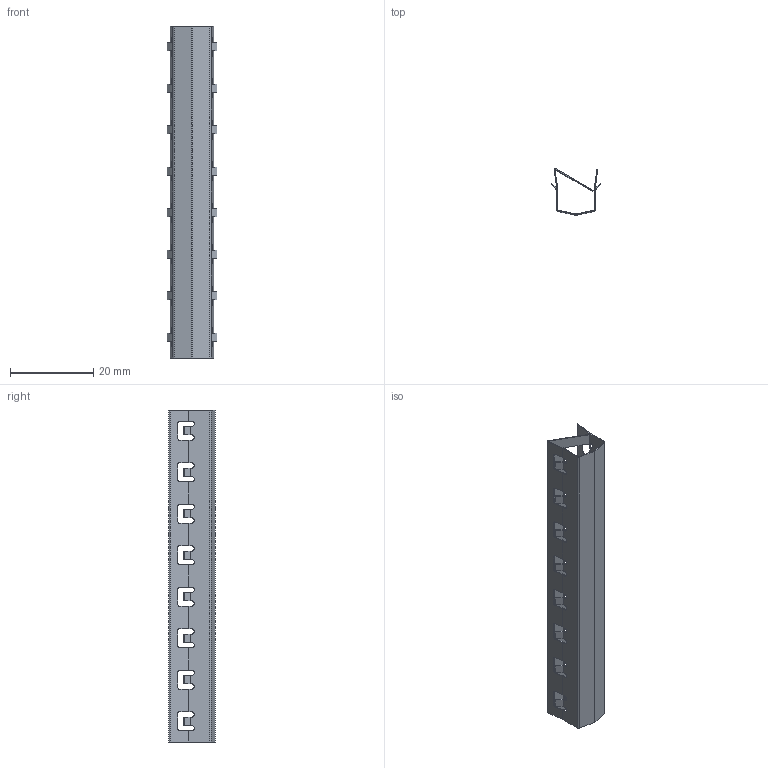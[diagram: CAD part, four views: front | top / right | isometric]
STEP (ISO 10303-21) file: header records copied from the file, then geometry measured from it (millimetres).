
FILE_DESCRIPTION(/* description */ ('STEP AP214'),/* implementation_level */ '2;1');
FILE_NAME(/* name */ '092090',/* time_stamp */ '2022-08-30T14:39:36+02:00',/* author */ ('License CC BY-ND 4.0'),/* organization */ ('CADENAS'),/* preprocessor_version */ 'ST-DEVELOPER v18.102',/* originating_system */ 'PARTsolutions',/* authorisation */ ' ');
FILE_SCHEMA (('CONFIG_CONTROL_DESIGN','AUTOMOTIVE_DESIGN {1 0 10303 214 3 1 1}'));
Length unit declared in the file: millimetre
Products named in the file (1): 092090
Bounding box: 12 x 11.11 x 80 mm (x, y, z)
Volume: 548.1 mm3; surface area: 5624.6 mm2
Topology: 1 solids, 1 shells, 298 faces, 984 edges, 656 vertices
Faces by surface type: plane 178, cylinder 120
Entity records: 10862 total; most frequent: ORIENTED_EDGE 1968, CARTESIAN_POINT 1939, DIRECTION 1822, EDGE_CURVE 984, LINE 744, VECTOR 744, VERTEX_POINT 656, AXIS2_PLACEMENT_3D 539
